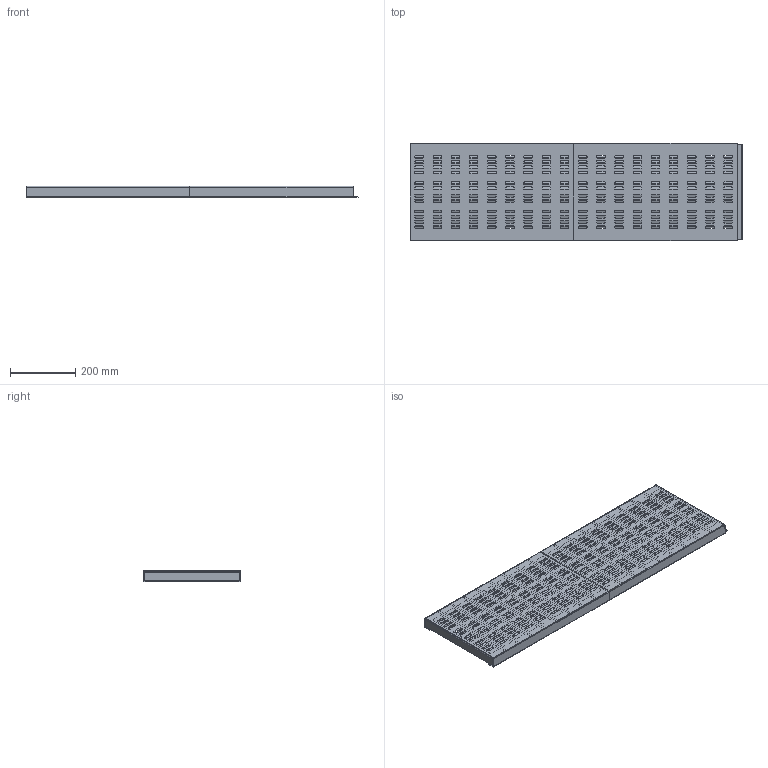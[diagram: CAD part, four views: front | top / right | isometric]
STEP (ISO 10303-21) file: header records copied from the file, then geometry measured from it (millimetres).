
FILE_DESCRIPTION((''),'2;1');
FILE_NAME('4009003016088-Schlitzlochabdeckung rahmenlos befahrbar 1m.stp','2014-02-19T14:55:49',('mfischer'),(''),'Autodesk Inventor 2013','Autodesk Inventor 2013','');
FILE_SCHEMA(('AUTOMOTIVE_DESIGN { 1 0 10303 214 1 1 1 1 }'));
Length unit declared in the file: millimetre
Products named in the file (3): Schlitzlochabdeckung rahmenlos befahrbar 0,5m; Gehäuse rahmenlos 1,25mm-B299-L500; Trägerprofil
Assembly tree (20 placements, depth 2):
  Schlitzlochabdeckung rahmenlos befahrbar 0,5m
    Gehäuse rahmenlos 1,25mm-B299-L500  x2
    Trägerprofil  x18
Bounding box: 1014.5 x 299 x 34.5 mm (x, y, z)
Volume: 1656977.3 mm3; surface area: 2040211.7 mm2
Topology: 20 solids, 20 shells, 7960 faces, 22400 edges, 13184 vertices
Faces by surface type: plane 5892, cylinder 1636, bspline 432
Entity records: 102262 total; most frequent: CARTESIAN_POINT 20843, ORIENTED_EDGE 17792, DIRECTION 16234, EDGE_CURVE 8896, VECTOR 7308, LINE 7308, VERTEX_POINT 5184, AXIS2_PLACEMENT_3D 4463
